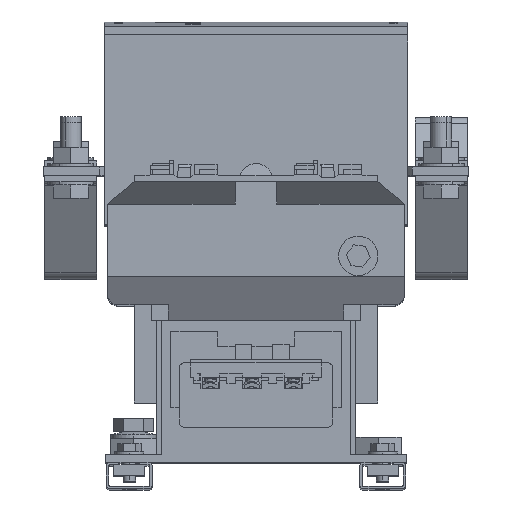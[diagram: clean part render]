
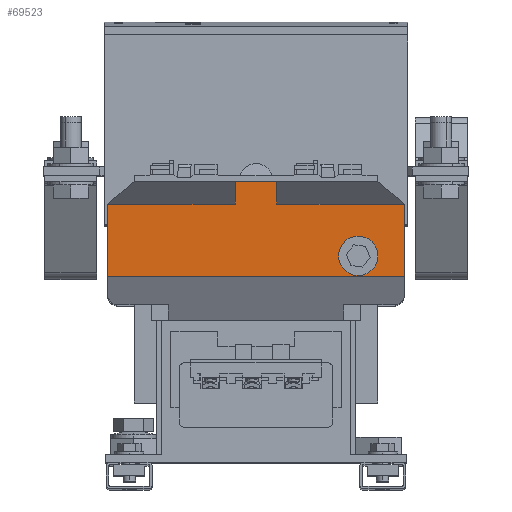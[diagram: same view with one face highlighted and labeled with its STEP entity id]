
A CAD part, top view. The second image highlights one B-rep face of the part: STEP entity #69523.
In plain terms, the highlighted planar face has unit normal (0, 0, 1).
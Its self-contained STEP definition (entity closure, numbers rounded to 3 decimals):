
#458 = VERTEX_POINT ( 'NONE', #67666 ) ;
#1474 = VERTEX_POINT ( 'NONE', #99873 ) ;
#3867 = ORIENTED_EDGE ( 'NONE', *, *, #83679, .T. ) ;
#4684 = FACE_OUTER_BOUND ( 'NONE', #97965, .T. ) ;
#5538 = AXIS2_PLACEMENT_3D ( 'NONE', #81881, #26037, #91260 ) ;
#6073 = DIRECTION ( 'NONE',  ( 0., 0., 1. ) ) ;
#7217 = DIRECTION ( 'NONE',  ( 0., 1., 0. ) ) ;
#8451 = DIRECTION ( 'NONE',  ( 0., -1., 0. ) ) ;
#8635 = AXIS2_PLACEMENT_3D ( 'NONE', #83840, #27986, #93231 ) ;
#10452 = LINE ( 'NONE', #55595, #78873 ) ;
#10973 = AXIS2_PLACEMENT_3D ( 'NONE', #54693, #119864, #64040 ) ;
#11673 = DIRECTION ( 'NONE',  ( -1., 0., 0. ) ) ;
#14734 = ORIENTED_EDGE ( 'NONE', *, *, #84386, .F. ) ;
#14945 = LINE ( 'NONE', #40746, #111175 ) ;
#14988 = ORIENTED_EDGE ( 'NONE', *, *, #85112, .F. ) ;
#15059 = VECTOR ( 'NONE', #41290, 1000. ) ;
#18424 = LINE ( 'NONE', #111081, #67964 ) ;
#22068 = ORIENTED_EDGE ( 'NONE', *, *, #81724, .F. ) ;
#22417 = DIRECTION ( 'NONE',  ( -1., 0., 0. ) ) ;
#22646 = DIRECTION ( 'NONE',  ( 0., 1., 0. ) ) ;
#24610 = ORIENTED_EDGE ( 'NONE', *, *, #57959, .T. ) ;
#26037 = DIRECTION ( 'NONE',  ( 0., 0., 1. ) ) ;
#27288 = VERTEX_POINT ( 'NONE', #34534 ) ;
#27986 = DIRECTION ( 'NONE',  ( 0., 0., 1. ) ) ;
#32244 = AXIS2_PLACEMENT_3D ( 'NONE', #61797, #6073, #71147 ) ;
#34534 = CARTESIAN_POINT ( 'NONE',  ( 39.723, 99.537, 294. ) ) ;
#35285 = EDGE_CURVE ( 'NONE', #57950, #27288, #54311, .T. ) ;
#36098 = CARTESIAN_POINT ( 'NONE',  ( -71.5, 124.5, 294. ) ) ;
#38539 = CARTESIAN_POINT ( 'NONE',  ( 10., 134.5, 294. ) ) ;
#39799 = CARTESIAN_POINT ( 'NONE',  ( 9., 135.5, 294. ) ) ;
#40746 = CARTESIAN_POINT ( 'NONE',  ( -10., 135.5, 294. ) ) ;
#41290 = DIRECTION ( 'NONE',  ( 1., 0., 0. ) ) ;
#41696 = VECTOR ( 'NONE', #112279, 1000. ) ;
#42116 = AXIS2_PLACEMENT_3D ( 'NONE', #85790, #57680, #11673 ) ;
#43126 = EDGE_CURVE ( 'NONE', #73941, #458, #112090, .T. ) ;
#44047 = EDGE_LOOP ( 'NONE', ( #67961, #112002 ) ) ;
#44476 = LINE ( 'NONE', #78468, #69261 ) ;
#48747 = CARTESIAN_POINT ( 'NONE',  ( 58.723, 99.537, 294. ) ) ;
#52111 = ORIENTED_EDGE ( 'NONE', *, *, #43126, .T. ) ;
#54132 = FACE_BOUND ( 'NONE', #44047, .T. ) ;
#54311 = CIRCLE ( 'NONE', #32244, 9.5 ) ;
#54693 = CARTESIAN_POINT ( 'NONE',  ( 9., 134.5, 294. ) ) ;
#55416 = CARTESIAN_POINT ( 'NONE',  ( -71.5, 124.5, 294. ) ) ;
#55595 = CARTESIAN_POINT ( 'NONE',  ( -71.5, 124.5, 294. ) ) ;
#57680 = DIRECTION ( 'NONE',  ( 0., 0., -1. ) ) ;
#57950 = VERTEX_POINT ( 'NONE', #48747 ) ;
#57959 = EDGE_CURVE ( 'NONE', #114110, #92092, #44476, .T. ) ;
#58011 = ORIENTED_EDGE ( 'NONE', *, *, #84920, .T. ) ;
#61797 = CARTESIAN_POINT ( 'NONE',  ( 49.223, 99.537, 294. ) ) ;
#63027 = CARTESIAN_POINT ( 'NONE',  ( -10., 124.5, 294. ) ) ;
#64040 = DIRECTION ( 'NONE',  ( -1., 0., 0. ) ) ;
#64213 = EDGE_CURVE ( 'NONE', #92092, #103604, #100299, .T. ) ;
#64954 = DIRECTION ( 'NONE',  ( 1., 0., 0. ) ) ;
#65307 = ORIENTED_EDGE ( 'NONE', *, *, #84196, .T. ) ;
#67666 = CARTESIAN_POINT ( 'NONE',  ( -10., 134.5, 294. ) ) ;
#67961 = ORIENTED_EDGE ( 'NONE', *, *, #35285, .F. ) ;
#67964 = VECTOR ( 'NONE', #8451, 1000. ) ;
#68722 = VECTOR ( 'NONE', #7217, 1000. ) ;
#68837 = VECTOR ( 'NONE', #81852, 1000. ) ;
#69261 = VECTOR ( 'NONE', #22646, 1000. ) ;
#69523 = ADVANCED_FACE ( 'NONE', ( #54132, #4684 ), #113894, .F. ) ;
#69811 = ORIENTED_EDGE ( 'NONE', *, *, #64213, .T. ) ;
#70656 = CIRCLE ( 'NONE', #8635, 9.5 ) ;
#71147 = DIRECTION ( 'NONE',  ( 1., 0., 0. ) ) ;
#71201 = ORIENTED_EDGE ( 'NONE', *, *, #75113, .T. ) ;
#72066 = CARTESIAN_POINT ( 'NONE',  ( -71.5, 124.5, 294. ) ) ;
#73941 = VERTEX_POINT ( 'NONE', #92992 ) ;
#75113 = EDGE_CURVE ( 'NONE', #458, #77455, #18424, .T. ) ;
#76071 = EDGE_CURVE ( 'NONE', #27288, #57950, #70656, .T. ) ;
#77455 = VERTEX_POINT ( 'NONE', #63027 ) ;
#78468 = CARTESIAN_POINT ( 'NONE',  ( 10., 135.5, 294. ) ) ;
#78873 = VECTOR ( 'NONE', #64954, 1000. ) ;
#81724 = EDGE_CURVE ( 'NONE', #105058, #77455, #91296, .T. ) ;
#81852 = DIRECTION ( 'NONE',  ( 0., 1., 0. ) ) ;
#81881 = CARTESIAN_POINT ( 'NONE',  ( -9., 134.5, 294. ) ) ;
#83679 = EDGE_CURVE ( 'NONE', #89713, #1474, #86502, .T. ) ;
#83840 = CARTESIAN_POINT ( 'NONE',  ( 49.223, 99.537, 294. ) ) ;
#84196 = EDGE_CURVE ( 'NONE', #103604, #73941, #14945, .T. ) ;
#84386 = EDGE_CURVE ( 'NONE', #89713, #105058, #93682, .T. ) ;
#84920 = EDGE_CURVE ( 'NONE', #1474, #101323, #118270, .T. ) ;
#85112 = EDGE_CURVE ( 'NONE', #114110, #101323, #10452, .T. ) ;
#85790 = CARTESIAN_POINT ( 'NONE',  ( -71.5, 124.5, 294. ) ) ;
#86502 = LINE ( 'NONE', #106493, #15059 ) ;
#89713 = VERTEX_POINT ( 'NONE', #115315 ) ;
#91260 = DIRECTION ( 'NONE',  ( -1., 0., 0. ) ) ;
#91296 = LINE ( 'NONE', #36098, #41696 ) ;
#92092 = VERTEX_POINT ( 'NONE', #38539 ) ;
#92992 = CARTESIAN_POINT ( 'NONE',  ( -9., 135.5, 294. ) ) ;
#93231 = DIRECTION ( 'NONE',  ( 1., 0., 0. ) ) ;
#93682 = LINE ( 'NONE', #72066, #68837 ) ;
#97965 = EDGE_LOOP ( 'NONE', ( #65307, #52111, #71201, #22068, #14734, #3867, #58011, #14988, #24610, #69811 ) ) ;
#99873 = CARTESIAN_POINT ( 'NONE',  ( 71.5, 89.5, 294. ) ) ;
#100299 = CIRCLE ( 'NONE', #10973, 1. ) ;
#101323 = VERTEX_POINT ( 'NONE', #111763 ) ;
#103604 = VERTEX_POINT ( 'NONE', #39799 ) ;
#105058 = VERTEX_POINT ( 'NONE', #55416 ) ;
#106493 = CARTESIAN_POINT ( 'NONE',  ( -71.5, 89.5, 294. ) ) ;
#111081 = CARTESIAN_POINT ( 'NONE',  ( -10., 135.5, 294. ) ) ;
#111175 = VECTOR ( 'NONE', #22417, 1000. ) ;
#111763 = CARTESIAN_POINT ( 'NONE',  ( 71.5, 124.5, 294. ) ) ;
#112002 = ORIENTED_EDGE ( 'NONE', *, *, #76071, .F. ) ;
#112090 = CIRCLE ( 'NONE', #5538, 1. ) ;
#112279 = DIRECTION ( 'NONE',  ( 1., 0., 0. ) ) ;
#113028 = CARTESIAN_POINT ( 'NONE',  ( 10., 124.5, 294. ) ) ;
#113894 = PLANE ( 'NONE',  #42116 ) ;
#114110 = VERTEX_POINT ( 'NONE', #113028 ) ;
#115315 = CARTESIAN_POINT ( 'NONE',  ( -71.5, 89.5, 294. ) ) ;
#118270 = LINE ( 'NONE', #118761, #68722 ) ;
#118761 = CARTESIAN_POINT ( 'NONE',  ( 71.5, 124.5, 294. ) ) ;
#119864 = DIRECTION ( 'NONE',  ( 0., 0., 1. ) ) ;
